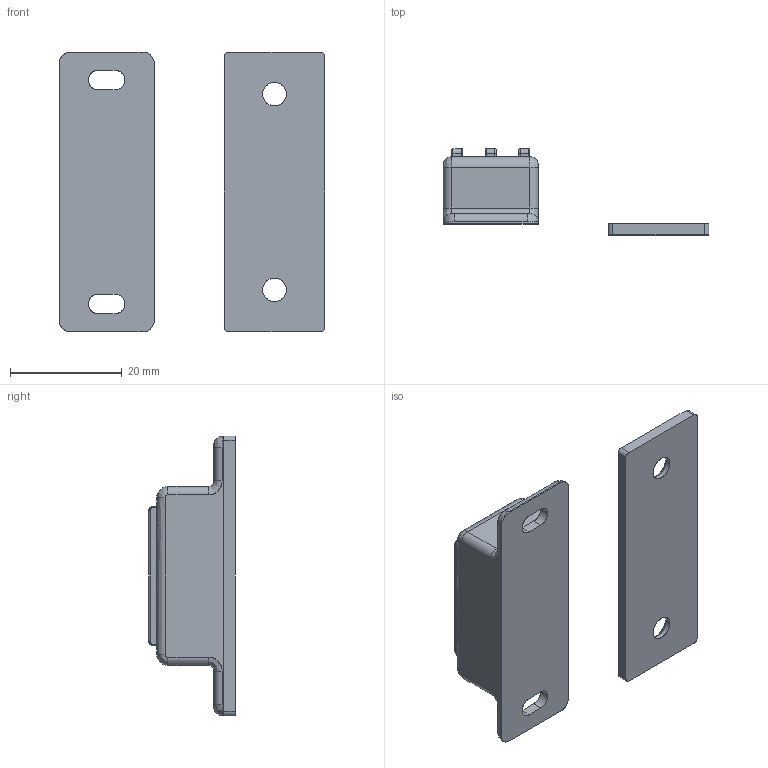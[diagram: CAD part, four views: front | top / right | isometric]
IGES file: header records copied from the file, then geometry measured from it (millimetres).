
Start section: SolidWorks IGES file using analytic representation for surfaces
Global section: file name: C-1100-H-2.IGS; native system: SolidWorks 2014; preprocessor: SolidWorks 2014; author: 1337yo; date: 180709.110037; units: millimetre
Bounding box: 47.5 x 15.4 x 50 mm (x, y, z)
Surface area: 5008.9 mm2 (no closed solid volume)
Topology: 0 solids, 0 shells, 121 faces, 996 edges, 996 vertices
Faces by surface type: revolution 62, bspline 59
